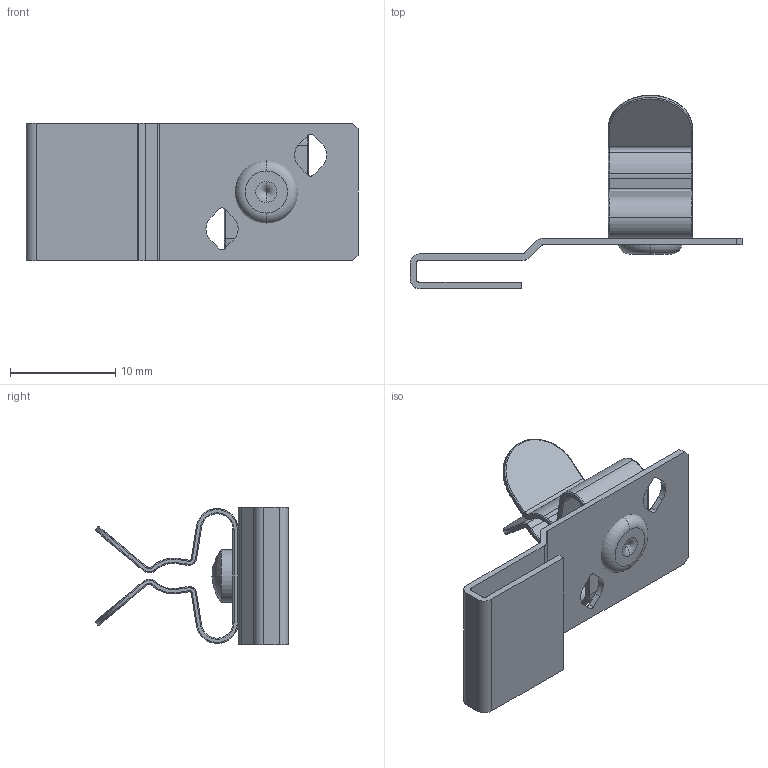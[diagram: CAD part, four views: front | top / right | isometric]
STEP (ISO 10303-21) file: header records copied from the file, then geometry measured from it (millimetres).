
FILE_DESCRIPTION (( 'STEP AP214' ), '1' );
FILE_NAME ('1025-161.STEP', '2024-03-21T11:39:17', ( '' ), ( '' ), 'SwSTEP 2.0', 'SolidWorks 2022', '' );
FILE_SCHEMA (( 'AUTOMOTIVE_DESIGN' ));
Length unit declared in the file: millimetre
Products named in the file (4): 1025-161; 1025-006.Kunde; 3x1,5_1mm Blechstärke; 1010-001.Kunden SLDPRT
Assembly tree (3 placements, depth 2):
  1025-161
    1025-006.Kunde
    1010-001.Kunden SLDPRT
    3x1,5_1mm Blechstärke
Bounding box: 31.5 x 18.34 x 13 mm (x, y, z)
Volume: 570.7 mm3; surface area: 2086.6 mm2
Topology: 3 solids, 3 shells, 380 faces, 1007 edges, 644 vertices
Faces by surface type: plane 236, cylinder 84, bspline 54, torus 4, sphere 2
Entity records: 14865 total; most frequent: CARTESIAN_POINT 3300, ORIENTED_EDGE 2010, DIRECTION 1825, EDGE_CURVE 1005, LINE 741, VECTOR 741, VERTEX_POINT 644, AXIS2_PLACEMENT_3D 542
